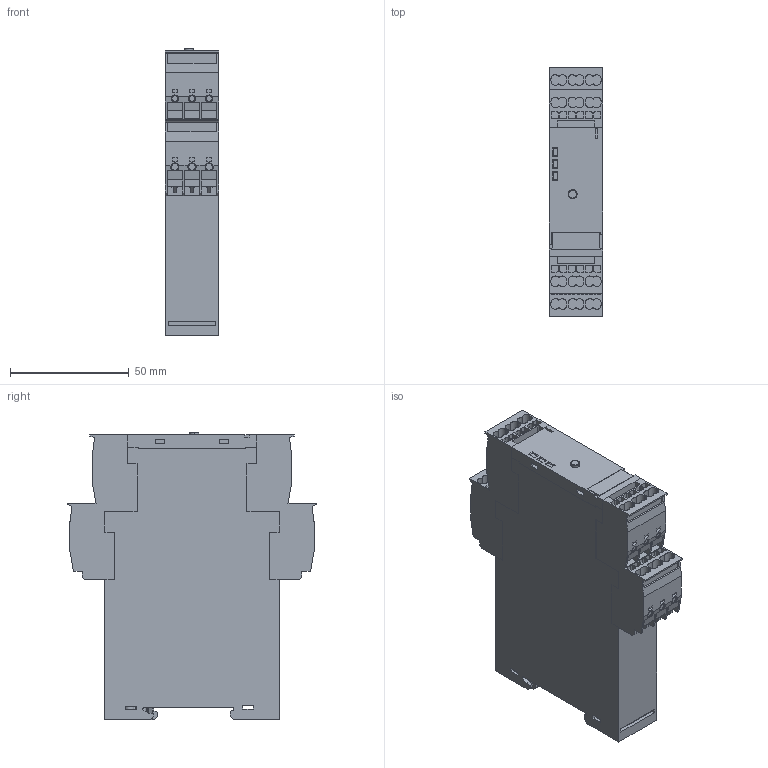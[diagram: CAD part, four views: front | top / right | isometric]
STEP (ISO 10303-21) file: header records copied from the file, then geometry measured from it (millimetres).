
FILE_DESCRIPTION(/* description */ (''),/* implementation_level */ '2;1');
FILE_NAME(/* name */ 'G_NSA0_XX_90345V.stp',/* time_stamp */ '2024-11-29T09:23:14+01:00',/* author */ (''),/* organization */ (''),/* preprocessor_version */ 'ST-DEVELOPER v18.101',/* originating_system */ 'SIEMENS PLM Software NX 2007',/* authorisation */ '');
FILE_SCHEMA (('AUTOMOTIVE_DESIGN { 1 0 10303 214 3 1 1 1 }'));
Length unit declared in the file: millimetre
Products named in the file (1): G_NSA0_XX_90345V
Bounding box: 22.5 x 104.9 x 121.2 mm (x, y, z)
Volume: 211054.8 mm3; surface area: 38579.5 mm2
Topology: 1 solids, 1 shells, 1078 faces, 3039 edges, 2021 vertices
Faces by surface type: plane 818, cylinder 216, torus 44
Entity records: 42988 total; most frequent: CARTESIAN_POINT 8273, ORIENTED_EDGE 6078, DIRECTION 4935, EDGE_CURVE 3039, LINE 2257, VECTOR 2257, VERTEX_POINT 2021, AXIS2_PLACEMENT_3D 1339
